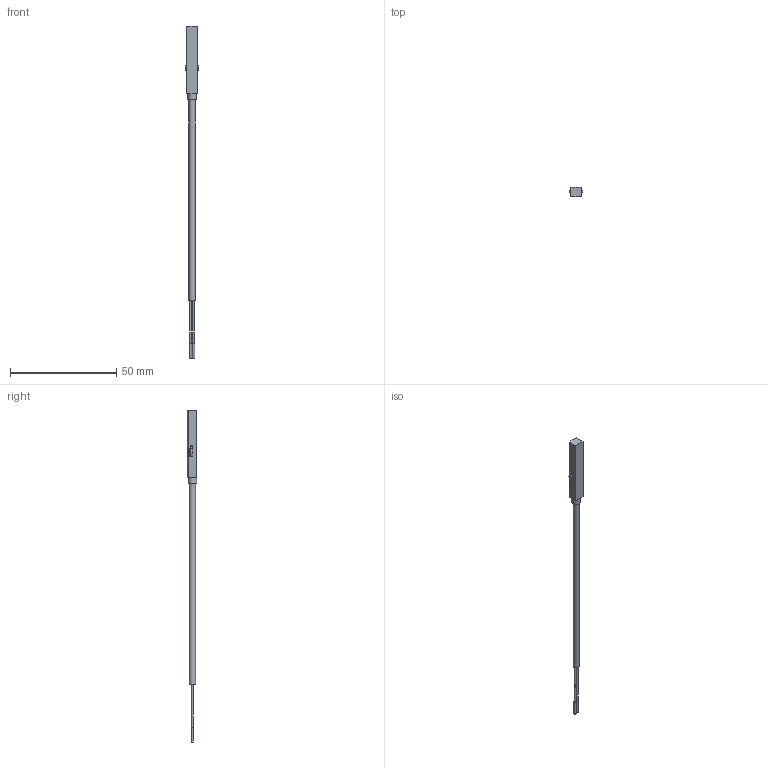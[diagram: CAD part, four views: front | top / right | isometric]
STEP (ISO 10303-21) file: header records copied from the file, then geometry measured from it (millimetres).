
FILE_DESCRIPTION(/* description */ ('STEP AP214'),/* implementation_level */ '2;1');
FILE_NAME(/* name */ '8185110_SDBT-MS-20NL-ZN-E-2_5-LE-EX6',/* time_stamp */ '2024-09-14T23:33:46+02:00',/* author */ ('License CC BY-ND 4.0'),/* organization */ ('CADENAS'),/* preprocessor_version */ 'ST-DEVELOPER v19.3',/* originating_system */ 'PARTsolutions',/* authorisation */ ' ');
FILE_SCHEMA (('AUTOMOTIVE_DESIGN {1 0 10303 214 3 1 1}'));
Length unit declared in the file: millimetre
Products named in the file (1): 8185110 SDBT-MS-20NL-ZN-E-2.5-LE-EX6
Bounding box: 6.45 x 4.6 x 156.3 mm (x, y, z)
Volume: 1392.2 mm3; surface area: 1777.7 mm2
Topology: 1 solids, 1 shells, 65 faces, 157 edges, 103 vertices
Faces by surface type: plane 41, cylinder 23, cone 1
Full cylindrical faces by diameter (mm): 0.9 x2, 1 x2, 2.9 x1, 3.4 x1, 4 x2, 4.5 x1
Entity records: 2324 total; most frequent: DIRECTION 322, CARTESIAN_POINT 322, ORIENTED_EDGE 292, EDGE_CURVE 146, AXIS2_PLACEMENT_3D 112, VERTEX_POINT 102, LINE 98, VECTOR 98
